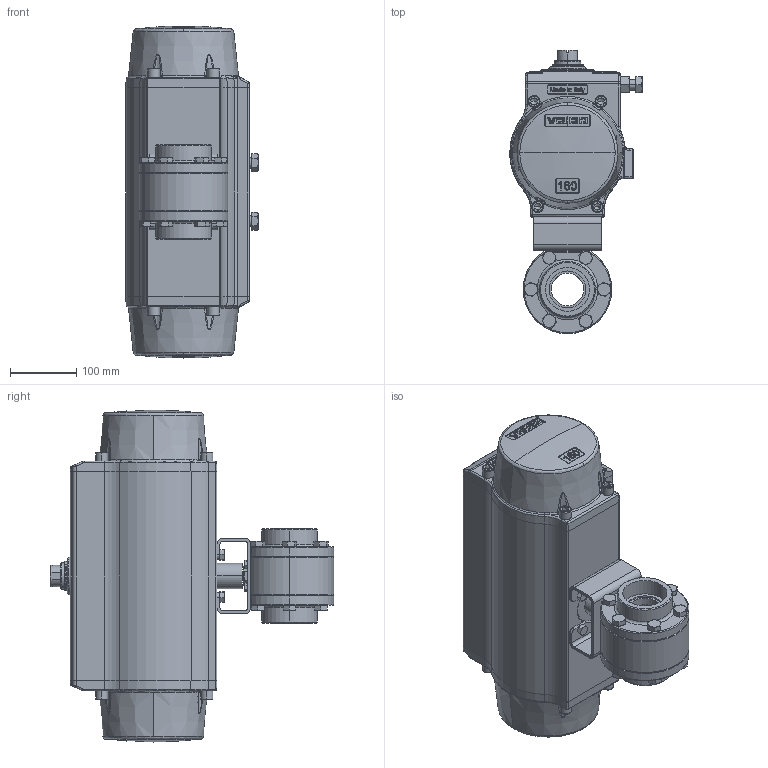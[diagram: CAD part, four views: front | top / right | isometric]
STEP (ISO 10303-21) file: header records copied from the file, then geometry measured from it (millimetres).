
FILE_DESCRIPTION (( 'STEP AP203' ), '1' );
FILE_NAME ('3000F-200-PT_UT-5.STEP', '2017-10-26T12:15:40', ( '' ), ( '' ), 'SwSTEP 2.0', 'SolidWorks 2014', '' );
FILE_SCHEMA (( 'CONFIG_CONTROL_DESIGN' ));
Length unit declared in the file: inch
Products named in the file (1): 3000F-200-PT_UT-5
Bounding box: 199.4 x 426.89 x 500 mm (x, y, z)
Surface area: 560884.1 mm2 (no closed solid volume)
Topology: 0 solids, 57 shells, 1288 faces, 4254 edges, 2864 vertices
Faces by surface type: plane 474, bspline 312, cylinder 229, cone 219, sphere 40, torus 14
Entity records: 79168 total; most frequent: CARTESIAN_POINT 46835, ORIENTED_EDGE 6698, DIRECTION 5531, EDGE_CURVE 4206, VERTEX_POINT 2864, AXIS2_PLACEMENT_3D 1974, LINE 1583, VECTOR 1583
